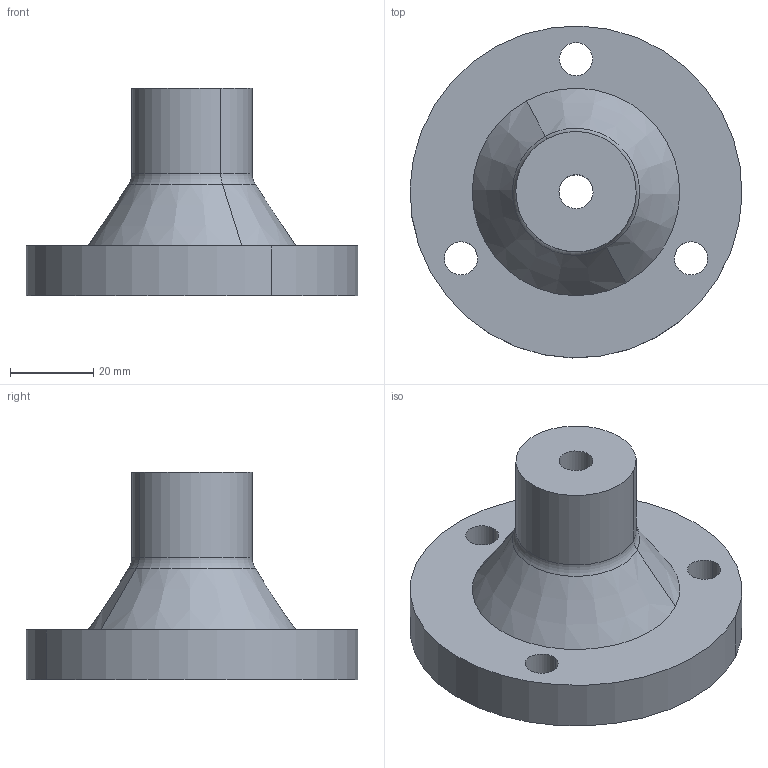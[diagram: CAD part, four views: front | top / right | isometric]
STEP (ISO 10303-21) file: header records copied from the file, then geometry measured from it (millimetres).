
FILE_DESCRIPTION(('CATIA V5 STEP Exchange'),'2;1');
FILE_NAME('piece fixation bache 27 mai.stp','2021-05-27T11:17:23+00:00',('none'),('none'),'CATIA Version 5 Release 19 SP 2 (IN-10)','CATIA V5 STEP AP203','none');
FILE_SCHEMA(('CONFIG_CONTROL_DESIGN'));
Length unit declared in the file: millimetre
Products named in the file (1): Part1
Bounding box: 79.98 x 79.98 x 50 mm (x, y, z)
Volume: 87217.7 mm3; surface area: 18266.8 mm2
Topology: 1 solids, 1 shells, 22 faces, 50 edges, 32 vertices
Faces by surface type: cylinder 14, plane 4, cone 2, torus 2
Entity records: 620 total; most frequent: ORIENTED_EDGE 100, CARTESIAN_POINT 97, DIRECTION 78, EDGE_CURVE 50, AXIS2_PLACEMENT_3D 49, CIRCLE 34, EDGE_LOOP 32, VERTEX_POINT 32
